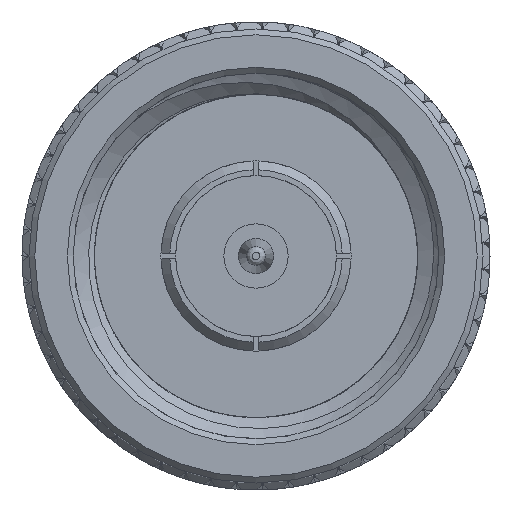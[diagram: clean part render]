
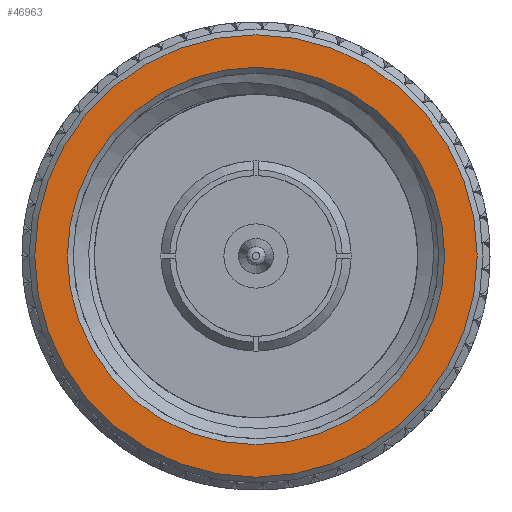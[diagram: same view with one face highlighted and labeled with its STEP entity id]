
A CAD part, left-side view. The second image highlights one B-rep face of the part: STEP entity #46963.
In plain terms, the highlighted planar face has unit normal (-1, 0, 0).
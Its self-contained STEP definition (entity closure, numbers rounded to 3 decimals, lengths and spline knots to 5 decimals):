
#7197 = AXIS2_PLACEMENT_3D ( 'NONE', #76219, #75018, #82594 ) ;
#11831 = CIRCLE ( 'NONE', #47510, 0.3225 ) ;
#12198 = PLANE ( 'NONE',  #14991 ) ;
#14562 = DIRECTION ( 'NONE',  ( -1., 0., 0. ) ) ;
#14991 = AXIS2_PLACEMENT_3D ( 'NONE', #19089, #14562, #28172 ) ;
#15479 = FACE_OUTER_BOUND ( 'NONE', #17623, .T. ) ;
#17623 = EDGE_LOOP ( 'NONE', ( #52454 ) ) ;
#19089 = CARTESIAN_POINT ( 'NONE',  ( 0., 0.38809, 0. ) ) ;
#19835 = FACE_BOUND ( 'NONE', #49386, .T. ) ;
#26880 = EDGE_CURVE ( 'NONE', #52424, #52424, #62181, .T. ) ;
#28172 = DIRECTION ( 'NONE',  ( 0., -1., 0. ) ) ;
#31892 = VERTEX_POINT ( 'NONE', #68667 ) ;
#40835 = CARTESIAN_POINT ( 'NONE',  ( 0., 0.37809, 0. ) ) ;
#46963 = ADVANCED_FACE ( 'NONE', ( #15479, #19835 ), #12198, .T. ) ;
#47510 = AXIS2_PLACEMENT_3D ( 'NONE', #61973, #54181, #76203 ) ;
#47784 = ORIENTED_EDGE ( 'NONE', *, *, #84963, .T. ) ;
#49386 = EDGE_LOOP ( 'NONE', ( #47784 ) ) ;
#52424 = VERTEX_POINT ( 'NONE', #40835 ) ;
#52454 = ORIENTED_EDGE ( 'NONE', *, *, #26880, .T. ) ;
#54181 = DIRECTION ( 'NONE',  ( 1., 0., 0. ) ) ;
#61973 = CARTESIAN_POINT ( 'NONE',  ( 0., 0., 0. ) ) ;
#62181 = CIRCLE ( 'NONE', #7197, 0.37809 ) ;
#68667 = CARTESIAN_POINT ( 'NONE',  ( 0., 0., 0.3225 ) ) ;
#75018 = DIRECTION ( 'NONE',  ( -1., 0., 0. ) ) ;
#76203 = DIRECTION ( 'NONE',  ( 0., 0., 1. ) ) ;
#76219 = CARTESIAN_POINT ( 'NONE',  ( 0., 0., 0. ) ) ;
#82594 = DIRECTION ( 'NONE',  ( 0., 1., 0. ) ) ;
#84963 = EDGE_CURVE ( 'NONE', #31892, #31892, #11831, .T. ) ;
